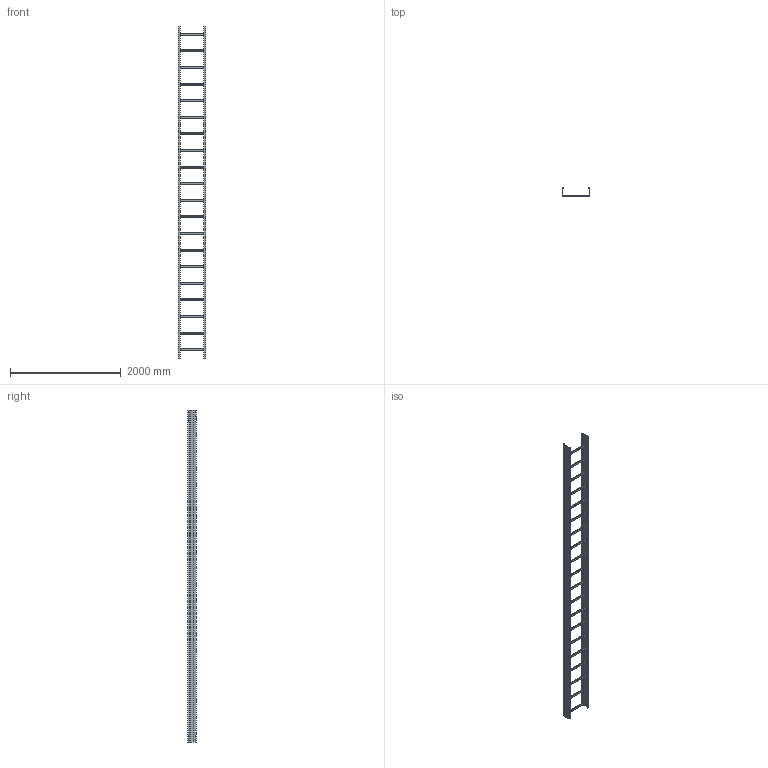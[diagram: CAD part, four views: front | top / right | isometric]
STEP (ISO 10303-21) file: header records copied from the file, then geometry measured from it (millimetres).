
FILE_DESCRIPTION((''),'2;1');
FILE_NAME('6227155_ASM','2012-07-17T',('AndreasKeweloh'),(''),'PRO/ENGINEER BY PARAMETRIC TECHNOLOGY CORPORATION, 2012130','PRO/ENGINEER BY PARAMETRIC TECHNOLOGY CORPORATION, 2012130','');
FILE_SCHEMA(('CONFIG_CONTROL_DESIGN'));
Length unit declared in the file: millimetre
Products named in the file (3): KTS_05_013-048_WEITSPANN-KABELL; KTS_05_019-034-394_SPROSSE_AS32; 6227155_ASM
Assembly tree (22 placements, depth 2):
  6227155_ASM
    KTS_05_013-048_WEITSPANN-KABELL  x2
    KTS_05_019-034-394_SPROSSE_AS32  x20
Bounding box: 500 x 160 x 6000 mm (x, y, z)
Volume: 6469148.7 mm3; surface area: 6930333.3 mm2
Topology: 22 solids, 22 shells, 956 faces, 2704 edges, 1792 vertices
Faces by surface type: cylinder 492, plane 464
Entity records: 6198 total; most frequent: DIRECTION 1108, CARTESIAN_POINT 1041, ORIENTED_EDGE 1012, EDGE_CURVE 506, AXIS2_PLACEMENT_3D 387, VECTOR 334, LINE 334, VERTEX_POINT 320
